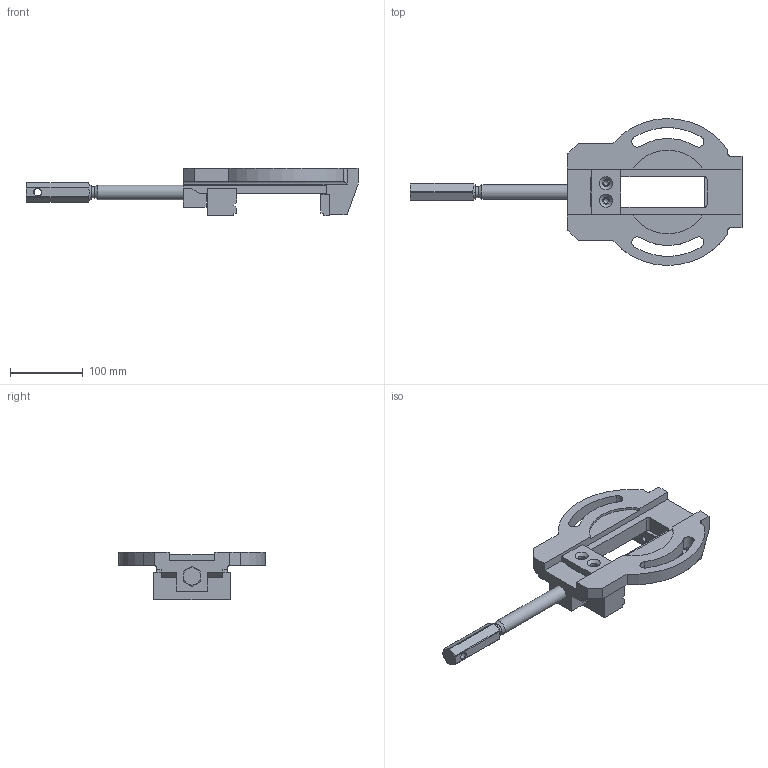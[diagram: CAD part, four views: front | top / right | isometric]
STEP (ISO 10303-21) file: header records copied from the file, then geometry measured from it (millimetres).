
FILE_DESCRIPTION(/* description */ (''),/* implementation_level */ '2;1');
FILE_NAME(/* name */ '82_100_Mordaza.stp',/* time_stamp */ '2013-07-31T10:33:44+02:00',/* author */ (''),/* organization */ (''),/* preprocessor_version */ 'ST-DEVELOPER v11',/* originating_system */ 'SIEMENS PLM Software NX 7.5',/* authorisation */ '');
FILE_SCHEMA (('AUTOMOTIVE_DESIGN { 1 0 10303 214 1 1 1 1 }'));
Length unit declared in the file: millimetre
Products named in the file (1): 82_100_Mordaza
Bounding box: 456.5 x 201.91 x 66 mm (x, y, z)
Volume: 1031735.4 mm3; surface area: 176522.2 mm2
Topology: 5 solids, 5 shells, 185 faces, 493 edges, 321 vertices
Faces by surface type: plane 109, cylinder 55, cone 18, sphere 2, bspline 1
Full cylindrical faces by diameter (mm): 6.75 x2, 6.8 x1, 6.985 x2, 8.5 x2, 9 x1, 10 x3, 14 x2, 15.2 x1, 15.5 x2, 16 x1, 16.2 x1, 20 x2
Entity records: 6961 total; most frequent: CARTESIAN_POINT 1153, DIRECTION 912, ORIENTED_EDGE 878, EDGE_CURVE 439, AXIS2_PLACEMENT_3D 310, VERTEX_POINT 306, LINE 292, VECTOR 292
